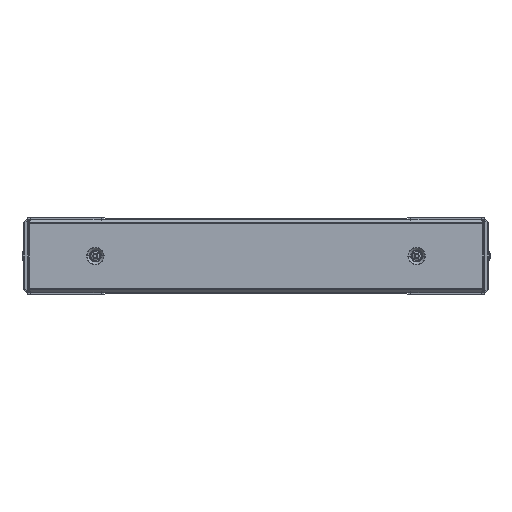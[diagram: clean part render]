
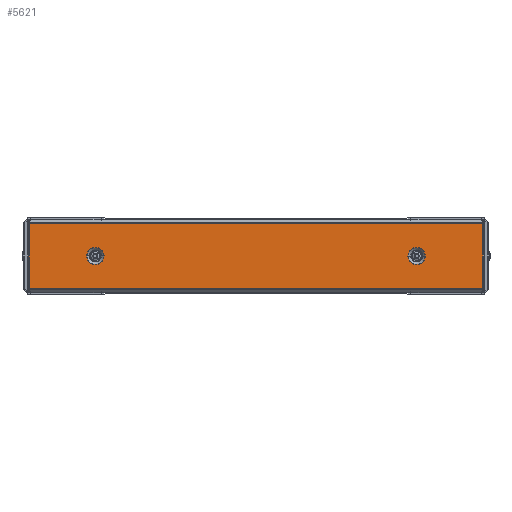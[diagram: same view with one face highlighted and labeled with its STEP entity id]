
A CAD part, left-side view. The second image highlights one B-rep face of the part: STEP entity #5621.
In plain terms, the highlighted face is planar.
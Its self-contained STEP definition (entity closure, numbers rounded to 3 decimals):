
#82 = VERTEX_POINT ( 'NONE', #3313 ) ;
#128 = EDGE_CURVE ( 'NONE', #3046, #11134, #1380, .T. ) ;
#131 = EDGE_CURVE ( 'NONE', #4036, #749, #4545, .T. ) ;
#202 = CARTESIAN_POINT ( 'NONE',  ( 0., 0., 87.25 ) ) ;
#318 = EDGE_CURVE ( 'NONE', #2579, #9105, #1629, .T. ) ;
#344 = CARTESIAN_POINT ( 'NONE',  ( 0., -42.309, 592.6 ) ) ;
#441 = ORIENTED_EDGE ( 'NONE', *, *, #131, .T. ) ;
#459 = CARTESIAN_POINT ( 'NONE',  ( 0., 43.303, 297.5 ) ) ;
#567 = CARTESIAN_POINT ( 'NONE',  ( 0., 43.303, 297.5 ) ) ;
#570 = DIRECTION ( 'NONE',  ( -1., 0., 0. ) ) ;
#638 = EDGE_CURVE ( 'NONE', #11778, #82, #1015, .T. ) ;
#647 = EDGE_CURVE ( 'NONE', #3046, #4841, #3344, .T. ) ;
#749 = VERTEX_POINT ( 'NONE', #3576 ) ;
#759 = LINE ( 'NONE', #7999, #4737 ) ;
#915 = ORIENTED_EDGE ( 'NONE', *, *, #3357, .T. ) ;
#963 = FACE_BOUND ( 'NONE', #5473, .T. ) ;
#979 = EDGE_CURVE ( 'NONE', #749, #4036, #8467, .T. ) ;
#1015 = CIRCLE ( 'NONE', #7687, 10.85 ) ;
#1124 = VERTEX_POINT ( 'NONE', #7426 ) ;
#1330 = CARTESIAN_POINT ( 'NONE',  ( 0., -42.309, 2.4 ) ) ;
#1340 = ORIENTED_EDGE ( 'NONE', *, *, #979, .T. ) ;
#1380 = LINE ( 'NONE', #4985, #2057 ) ;
#1417 = CARTESIAN_POINT ( 'NONE',  ( 0., -42.309, 2.4 ) ) ;
#1553 = EDGE_CURVE ( 'NONE', #4841, #1124, #5024, .T. ) ;
#1629 = LINE ( 'NONE', #8907, #10152 ) ;
#1631 = VECTOR ( 'NONE', #7107, 1000. ) ;
#1654 = EDGE_CURVE ( 'NONE', #8048, #8433, #5970, .T. ) ;
#1765 = LINE ( 'NONE', #7148, #7166 ) ;
#1832 = DIRECTION ( 'NONE',  ( -1., 0., 0. ) ) ;
#2042 = DIRECTION ( 'NONE',  ( 0., 0., -1. ) ) ;
#2044 = VECTOR ( 'NONE', #2042, 1000. ) ;
#2051 = EDGE_CURVE ( 'NONE', #9312, #4107, #1765, .T. ) ;
#2057 = VECTOR ( 'NONE', #10497, 1000. ) ;
#2187 = ORIENTED_EDGE ( 'NONE', *, *, #128, .T. ) ;
#2219 = ORIENTED_EDGE ( 'NONE', *, *, #10323, .T. ) ;
#2231 = DIRECTION ( 'NONE',  ( 0., -1., 0. ) ) ;
#2384 = VECTOR ( 'NONE', #8531, 1000. ) ;
#2392 = CARTESIAN_POINT ( 'NONE',  ( 0., 43.303, 2.4 ) ) ;
#2442 = CARTESIAN_POINT ( 'NONE',  ( 0., -42.309, 0. ) ) ;
#2496 = FACE_BOUND ( 'NONE', #10648, .T. ) ;
#2533 = EDGE_CURVE ( 'NONE', #4943, #8433, #11199, .T. ) ;
#2579 = VERTEX_POINT ( 'NONE', #344 ) ;
#2690 = DIRECTION ( 'NONE',  ( 0., 1., 0. ) ) ;
#2792 = CARTESIAN_POINT ( 'NONE',  ( 0., 42.309, 0. ) ) ;
#3046 = VERTEX_POINT ( 'NONE', #8632 ) ;
#3155 = VERTEX_POINT ( 'NONE', #2442 ) ;
#3170 = ORIENTED_EDGE ( 'NONE', *, *, #5237, .F. ) ;
#3272 = DIRECTION ( 'NONE',  ( 0., 1., 0. ) ) ;
#3309 = CARTESIAN_POINT ( 'NONE',  ( 0., 43.303, 592.6 ) ) ;
#3313 = CARTESIAN_POINT ( 'NONE',  ( 0., 0., 76.4 ) ) ;
#3325 = VECTOR ( 'NONE', #3272, 1000. ) ;
#3344 = LINE ( 'NONE', #9882, #11287 ) ;
#3357 = EDGE_CURVE ( 'NONE', #82, #11778, #8515, .T. ) ;
#3424 = CARTESIAN_POINT ( 'NONE',  ( 0., 43.303, 0. ) ) ;
#3576 = CARTESIAN_POINT ( 'NONE',  ( 0., 0., 496.9 ) ) ;
#3644 = ORIENTED_EDGE ( 'NONE', *, *, #1654, .F. ) ;
#3733 = EDGE_CURVE ( 'NONE', #4107, #3155, #10616, .T. ) ;
#4036 = VERTEX_POINT ( 'NONE', #9578 ) ;
#4104 = CARTESIAN_POINT ( 'NONE',  ( 0., 42.309, 2.4 ) ) ;
#4107 = VERTEX_POINT ( 'NONE', #2792 ) ;
#4124 = LINE ( 'NONE', #1417, #10738 ) ;
#4163 = CARTESIAN_POINT ( 'NONE',  ( 0., 0., 507.75 ) ) ;
#4234 = DIRECTION ( 'NONE',  ( 0., 1., 0. ) ) ;
#4324 = CARTESIAN_POINT ( 'NONE',  ( 0., -43.303, 592.6 ) ) ;
#4387 = DIRECTION ( 'NONE',  ( 0., 0., 1. ) ) ;
#4545 = CIRCLE ( 'NONE', #11179, 10.85 ) ;
#4737 = VECTOR ( 'NONE', #2690, 1000. ) ;
#4794 = EDGE_CURVE ( 'NONE', #2579, #4943, #8722, .T. ) ;
#4841 = VERTEX_POINT ( 'NONE', #3309 ) ;
#4916 = VECTOR ( 'NONE', #9903, 1000. ) ;
#4943 = VERTEX_POINT ( 'NONE', #4324 ) ;
#4985 = CARTESIAN_POINT ( 'NONE',  ( 0., 42.309, 592.6 ) ) ;
#5024 = LINE ( 'NONE', #459, #2384 ) ;
#5237 = EDGE_CURVE ( 'NONE', #9105, #11134, #759, .T. ) ;
#5290 = AXIS2_PLACEMENT_3D ( 'NONE', #202, #1832, #7387 ) ;
#5319 = ORIENTED_EDGE ( 'NONE', *, *, #2533, .T. ) ;
#5365 = DIRECTION ( 'NONE',  ( 0., 1., 0. ) ) ;
#5473 = EDGE_LOOP ( 'NONE', ( #441, #1340 ) ) ;
#5587 = CARTESIAN_POINT ( 'NONE',  ( 0., 0., 98.1 ) ) ;
#5621 = ADVANCED_FACE ( 'NONE', ( #2496, #963, #10917 ), #7929, .T. ) ;
#5970 = LINE ( 'NONE', #2392, #1631 ) ;
#6074 = LINE ( 'NONE', #4104, #3325 ) ;
#6259 = CARTESIAN_POINT ( 'NONE',  ( 0., 0., 87.25 ) ) ;
#6825 = CARTESIAN_POINT ( 'NONE',  ( 0., 0., 507.75 ) ) ;
#7082 = DIRECTION ( 'NONE',  ( 0., 1., 0. ) ) ;
#7107 = DIRECTION ( 'NONE',  ( 0., -1., 0. ) ) ;
#7148 = CARTESIAN_POINT ( 'NONE',  ( 0., 42.309, 297.5 ) ) ;
#7149 = EDGE_LOOP ( 'NONE', ( #9131, #2187, #3170, #7415, #10872, #5319, #3644, #7621, #7160, #11042, #2219, #9258 ) ) ;
#7160 = ORIENTED_EDGE ( 'NONE', *, *, #3733, .F. ) ;
#7166 = VECTOR ( 'NONE', #10997, 1000. ) ;
#7387 = DIRECTION ( 'NONE',  ( 0., 1., 0. ) ) ;
#7415 = ORIENTED_EDGE ( 'NONE', *, *, #318, .F. ) ;
#7426 = CARTESIAN_POINT ( 'NONE',  ( 0., 43.303, 2.4 ) ) ;
#7621 = ORIENTED_EDGE ( 'NONE', *, *, #11420, .T. ) ;
#7687 = AXIS2_PLACEMENT_3D ( 'NONE', #6259, #570, #4234 ) ;
#7845 = CARTESIAN_POINT ( 'NONE',  ( 0., 42.309, 2.4 ) ) ;
#7929 = PLANE ( 'NONE',  #11754 ) ;
#7999 = CARTESIAN_POINT ( 'NONE',  ( 0., 43.303, 595. ) ) ;
#8048 = VERTEX_POINT ( 'NONE', #1330 ) ;
#8132 = VECTOR ( 'NONE', #2231, 1000. ) ;
#8194 = CARTESIAN_POINT ( 'NONE',  ( 0., -43.303, 2.4 ) ) ;
#8433 = VERTEX_POINT ( 'NONE', #8194 ) ;
#8467 = CIRCLE ( 'NONE', #8648, 10.85 ) ;
#8515 = CIRCLE ( 'NONE', #5290, 10.85 ) ;
#8531 = DIRECTION ( 'NONE',  ( 0., 0., -1. ) ) ;
#8544 = CARTESIAN_POINT ( 'NONE',  ( 0., -42.309, 592.6 ) ) ;
#8632 = CARTESIAN_POINT ( 'NONE',  ( 0., 42.309, 592.6 ) ) ;
#8648 = AXIS2_PLACEMENT_3D ( 'NONE', #4163, #9808, #7082 ) ;
#8722 = LINE ( 'NONE', #8544, #8132 ) ;
#8780 = DIRECTION ( 'NONE',  ( 0., 1., 0. ) ) ;
#8907 = CARTESIAN_POINT ( 'NONE',  ( 0., -42.309, 297.5 ) ) ;
#9090 = DIRECTION ( 'NONE',  ( 1., 0., 0. ) ) ;
#9105 = VERTEX_POINT ( 'NONE', #10640 ) ;
#9131 = ORIENTED_EDGE ( 'NONE', *, *, #647, .F. ) ;
#9258 = ORIENTED_EDGE ( 'NONE', *, *, #1553, .F. ) ;
#9312 = VERTEX_POINT ( 'NONE', #7845 ) ;
#9541 = CARTESIAN_POINT ( 'NONE',  ( 0., 42.309, 595. ) ) ;
#9578 = CARTESIAN_POINT ( 'NONE',  ( 0., 0., 518.6 ) ) ;
#9637 = ORIENTED_EDGE ( 'NONE', *, *, #638, .T. ) ;
#9808 = DIRECTION ( 'NONE',  ( -1., 0., 0. ) ) ;
#9882 = CARTESIAN_POINT ( 'NONE',  ( 0., 43.303, 592.6 ) ) ;
#9903 = DIRECTION ( 'NONE',  ( 0., -1., 0. ) ) ;
#10152 = VECTOR ( 'NONE', #4387, 1000. ) ;
#10323 = EDGE_CURVE ( 'NONE', #9312, #1124, #6074, .T. ) ;
#10416 = DIRECTION ( 'NONE',  ( 0., 0., -1. ) ) ;
#10438 = DIRECTION ( 'NONE',  ( -1., 0., 0. ) ) ;
#10497 = DIRECTION ( 'NONE',  ( 0., 0., 1. ) ) ;
#10616 = LINE ( 'NONE', #3424, #4916 ) ;
#10640 = CARTESIAN_POINT ( 'NONE',  ( 0., -42.309, 595. ) ) ;
#10648 = EDGE_LOOP ( 'NONE', ( #915, #9637 ) ) ;
#10738 = VECTOR ( 'NONE', #10416, 1000. ) ;
#10872 = ORIENTED_EDGE ( 'NONE', *, *, #4794, .T. ) ;
#10917 = FACE_OUTER_BOUND ( 'NONE', #7149, .T. ) ;
#10997 = DIRECTION ( 'NONE',  ( 0., 0., -1. ) ) ;
#11042 = ORIENTED_EDGE ( 'NONE', *, *, #2051, .F. ) ;
#11084 = CARTESIAN_POINT ( 'NONE',  ( 0., -43.303, 297.5 ) ) ;
#11134 = VERTEX_POINT ( 'NONE', #9541 ) ;
#11179 = AXIS2_PLACEMENT_3D ( 'NONE', #6825, #10438, #8780 ) ;
#11199 = LINE ( 'NONE', #11084, #2044 ) ;
#11287 = VECTOR ( 'NONE', #5365, 1000. ) ;
#11420 = EDGE_CURVE ( 'NONE', #8048, #3155, #4124, .T. ) ;
#11596 = DIRECTION ( 'NONE',  ( 0., -1., 0. ) ) ;
#11754 = AXIS2_PLACEMENT_3D ( 'NONE', #567, #9090, #11596 ) ;
#11778 = VERTEX_POINT ( 'NONE', #5587 ) ;
